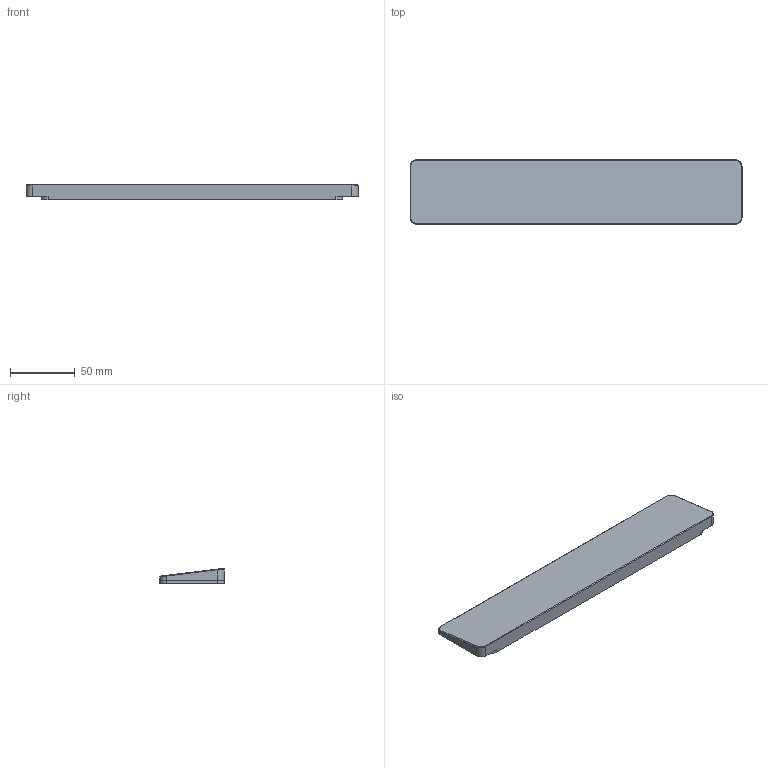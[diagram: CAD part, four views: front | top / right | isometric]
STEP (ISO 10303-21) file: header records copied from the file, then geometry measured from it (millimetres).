
FILE_DESCRIPTION(/* description */ (''),/* implementation_level */ '2;1');
FILE_NAME(/* name */ 'weight.step',/* time_stamp */ '2021-12-06T14:43:00-07:00',/* author */ (''),/* organization */ (''),/* preprocessor_version */ 'ST-DEVELOPER v18.1',/* originating_system */ 'Autodesk Translation Framework v10.10.0.1391',/* authorisation */ '');
FILE_SCHEMA (('AUTOMOTIVE_DESIGN { 1 0 10303 214 3 1 1 }'));
Length unit declared in the file: millimetre
Products named in the file (1): Weight
Bounding box: 256.27 x 49.54 x 11.8 mm (x, y, z)
Volume: 108686.2 mm3; surface area: 30533.7 mm2
Topology: 1 solids, 1 shells, 34 faces, 82 edges, 52 vertices
Faces by surface type: plane 16, cylinder 10, bspline 8
Full cylindrical faces by diameter (mm): 3.3 x2
Entity records: 1159 total; most frequent: CARTESIAN_POINT 373, ORIENTED_EDGE 164, DIRECTION 136, EDGE_CURVE 82, VERTEX_POINT 52, LINE 50, VECTOR 50, AXIS2_PLACEMENT_3D 43
